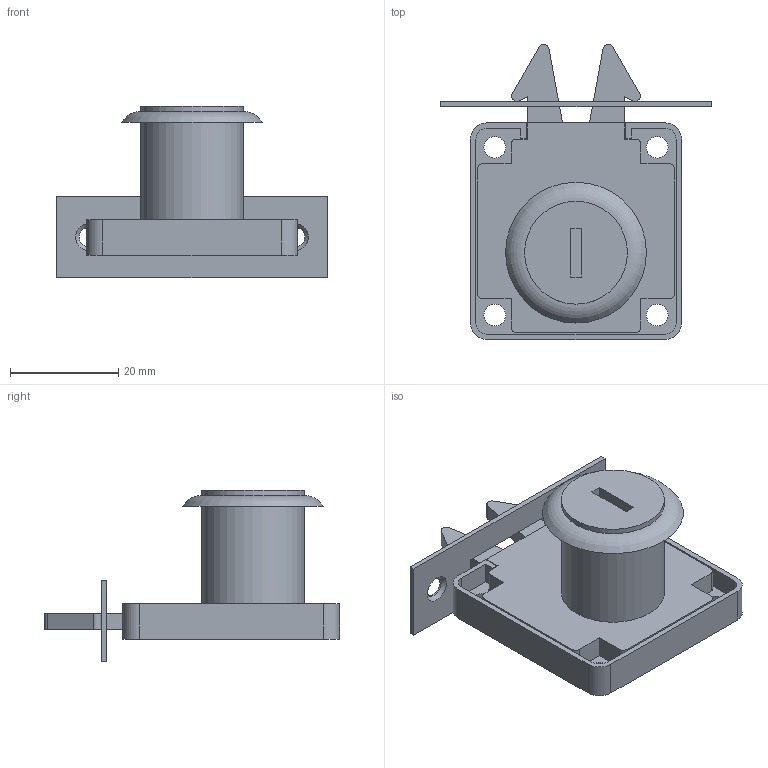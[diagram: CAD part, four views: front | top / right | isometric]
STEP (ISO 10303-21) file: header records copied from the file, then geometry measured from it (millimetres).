
FILE_DESCRIPTION(/* description */ (''),/* implementation_level */ '2;1');
FILE_NAME(/* name */ 'ZZ-Z0-202.stp',/* time_stamp */ '2024-05-17T13:32:28+02:00',/* author */ ('tomaszw'),/* organization */ (''),/* preprocessor_version */ 'ST-DEVELOPER v19.2',/* originating_system */ 'Autodesk Inventor 2023',/* authorisation */ '');
FILE_SCHEMA (('AUTOMOTIVE_DESIGN { 1 0 10303 214 3 1 1 }'));
Length unit declared in the file: millimetre
Products named in the file (1): ZZ-Z0-202-01
Bounding box: 50 x 54.5 x 31.7 mm (x, y, z)
Volume: 16235.6 mm3; surface area: 9444 mm2
Topology: 5 solids, 5 shells, 102 faces, 266 edges, 175 vertices
Faces by surface type: plane 67, cylinder 28, cone 6, torus 1
Full cylindrical faces by diameter (mm): 3.6 x2, 4 x4, 19 x2
Entity records: 3189 total; most frequent: CARTESIAN_POINT 544, DIRECTION 536, ORIENTED_EDGE 532, EDGE_CURVE 266, LINE 202, VECTOR 202, VERTEX_POINT 175, AXIS2_PLACEMENT_3D 167
